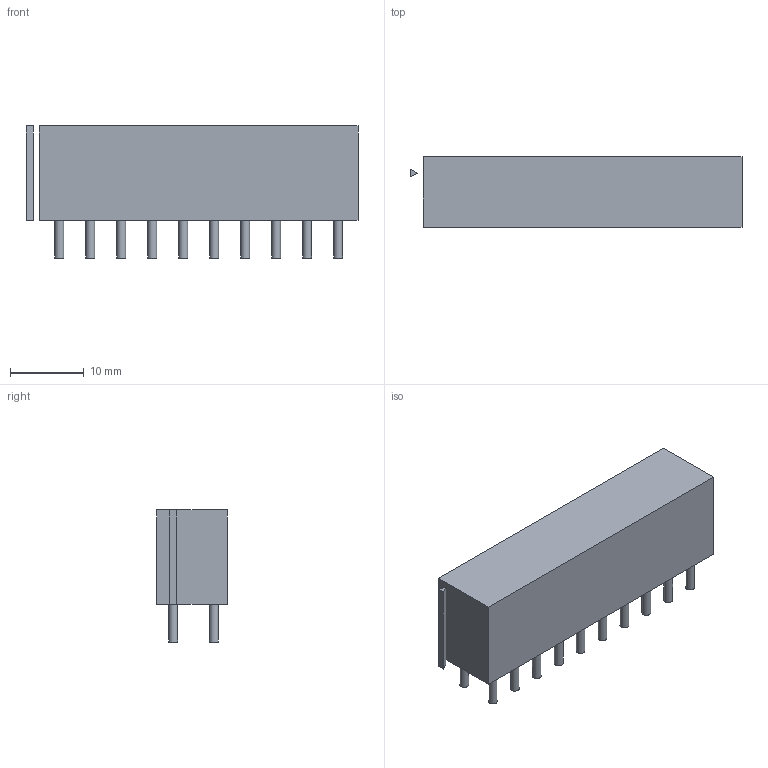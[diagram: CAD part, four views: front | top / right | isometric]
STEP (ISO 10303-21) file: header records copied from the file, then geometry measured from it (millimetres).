
FILE_DESCRIPTION(('FreeCAD Model'),'2;1');
FILE_NAME('15622084.2.1.stp','2022-06-27T12:25:14',( 'Author'),(''),'Open CASCADE STEP processor 6.9','FreeCAD','Unknown' );
FILE_SCHEMA(('AUTOMOTIVE_DESIGN { 1 0 10303 214 1 1 1 1 }'));
Length unit declared in the file: millimetre
Products named in the file (3): ASSEMBLY; Body; Leads
Assembly tree (2 placements, depth 2):
  ASSEMBLY
    Body
    Leads
Bounding box: 45 x 9.6 x 17.9 mm (x, y, z)
Volume: 5430.2 mm3; surface area: 2653.3 mm2
Topology: 22 solids, 22 shells, 71 faces, 81 edges, 54 vertices
Faces by surface type: plane 51, cylinder 20
Full cylindrical faces by diameter (mm): 1.2 x20
Entity records: 2634 total; most frequent: DIRECTION 431, CARTESIAN_POINT 371, LINE 163, VECTOR 163, ORIENTED_EDGE 162, PCURVE 162, DEFINITIONAL_REPRESENTATION 162, AXIS2_PLACEMENT_3D 114
